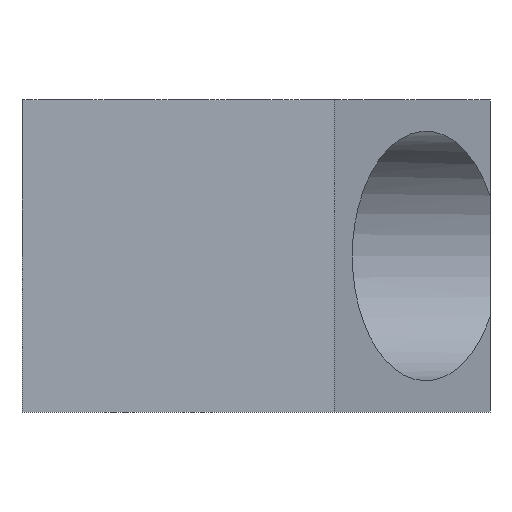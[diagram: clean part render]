
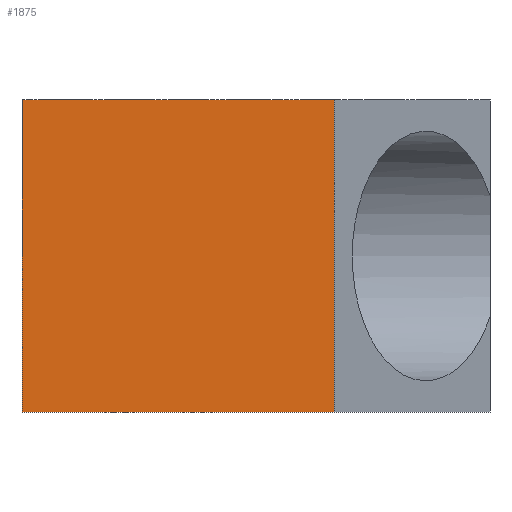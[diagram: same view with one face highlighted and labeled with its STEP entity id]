
A CAD part, front view. The second image highlights one B-rep face of the part: STEP entity #1875.
In plain terms, the highlighted planar face has unit normal (0, -1, 0).
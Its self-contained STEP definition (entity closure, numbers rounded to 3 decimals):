
#100 = PLANE('',#101);
#101 = AXIS2_PLACEMENT_3D('',#102,#103,#104);
#102 = CARTESIAN_POINT('',(-5.,11.,0.));
#103 = DIRECTION('',(-1.,0.,0.));
#104 = DIRECTION('',(0.,1.,0.));
#126 = PLANE('',#127);
#127 = AXIS2_PLACEMENT_3D('',#128,#129,#130);
#128 = CARTESIAN_POINT('',(5.,11.,0.));
#129 = DIRECTION('',(0.,0.,1.));
#130 = DIRECTION('',(1.,0.,0.));
#403 = VERTEX_POINT('',#404);
#404 = CARTESIAN_POINT('',(-5.,-11.,10.));
#418 = PLANE('',#419);
#419 = AXIS2_PLACEMENT_3D('',#420,#421,#422);
#420 = CARTESIAN_POINT('',(5.,11.,10.));
#421 = DIRECTION('',(0.,0.,1.));
#422 = DIRECTION('',(1.,0.,0.));
#430 = EDGE_CURVE('',#431,#403,#433,.T.);
#431 = VERTEX_POINT('',#432);
#432 = CARTESIAN_POINT('',(-5.,-11.,0.));
#433 = SURFACE_CURVE('',#434,(#438,#445),.PCURVE_S1.);
#434 = LINE('',#435,#436);
#435 = CARTESIAN_POINT('',(-5.,-11.,0.));
#436 = VECTOR('',#437,1.);
#437 = DIRECTION('',(0.,0.,1.));
#438 = PCURVE('',#100,#439);
#439 = DEFINITIONAL_REPRESENTATION('',(#440),#444);
#440 = LINE('',#441,#442);
#441 = CARTESIAN_POINT('',(-22.,0.));
#442 = VECTOR('',#443,1.);
#443 = DIRECTION('',(0.,-1.));
#444 = ( GEOMETRIC_REPRESENTATION_CONTEXT(2) 
PARAMETRIC_REPRESENTATION_CONTEXT() REPRESENTATION_CONTEXT('2D SPACE',''
  ) );
#445 = PCURVE('',#446,#451);
#446 = PLANE('',#447);
#447 = AXIS2_PLACEMENT_3D('',#448,#449,#450);
#448 = CARTESIAN_POINT('',(-5.,-11.,0.));
#449 = DIRECTION('',(0.,-1.,0.));
#450 = DIRECTION('',(-1.,0.,0.));
#451 = DEFINITIONAL_REPRESENTATION('',(#452),#456);
#452 = LINE('',#453,#454);
#453 = CARTESIAN_POINT('',(0.,0.));
#454 = VECTOR('',#455,1.);
#455 = DIRECTION('',(0.,-1.));
#456 = ( GEOMETRIC_REPRESENTATION_CONTEXT(2) 
PARAMETRIC_REPRESENTATION_CONTEXT() REPRESENTATION_CONTEXT('2D SPACE',''
  ) );
#576 = EDGE_CURVE('',#431,#577,#579,.T.);
#577 = VERTEX_POINT('',#578);
#578 = CARTESIAN_POINT('',(5.,-11.,0.));
#579 = SURFACE_CURVE('',#580,(#584,#591),.PCURVE_S1.);
#580 = LINE('',#581,#582);
#581 = CARTESIAN_POINT('',(-5.,-11.,0.));
#582 = VECTOR('',#583,1.);
#583 = DIRECTION('',(1.,0.,0.));
#584 = PCURVE('',#126,#585);
#585 = DEFINITIONAL_REPRESENTATION('',(#586),#590);
#586 = LINE('',#587,#588);
#587 = CARTESIAN_POINT('',(-10.,-22.));
#588 = VECTOR('',#589,1.);
#589 = DIRECTION('',(1.,0.));
#590 = ( GEOMETRIC_REPRESENTATION_CONTEXT(2) 
PARAMETRIC_REPRESENTATION_CONTEXT() REPRESENTATION_CONTEXT('2D SPACE',''
  ) );
#591 = PCURVE('',#446,#592);
#592 = DEFINITIONAL_REPRESENTATION('',(#593),#597);
#593 = LINE('',#594,#595);
#594 = CARTESIAN_POINT('',(0.,0.));
#595 = VECTOR('',#596,1.);
#596 = DIRECTION('',(-1.,0.));
#597 = ( GEOMETRIC_REPRESENTATION_CONTEXT(2) 
PARAMETRIC_REPRESENTATION_CONTEXT() REPRESENTATION_CONTEXT('2D SPACE',''
  ) );
#615 = PLANE('',#616);
#616 = AXIS2_PLACEMENT_3D('',#617,#618,#619);
#617 = CARTESIAN_POINT('',(10.,-2.5,0.));
#618 = DIRECTION('',(-0.862,0.507,0.
    ));
#619 = DIRECTION('',(0.507,0.862,0.)
  );
#1875 = ADVANCED_FACE('',(#1876),#446,.T.);
#1876 = FACE_BOUND('',#1877,.F.);
#1877 = EDGE_LOOP('',(#1878,#1879,#1902,#1923));
#1878 = ORIENTED_EDGE('',*,*,#430,.T.);
#1879 = ORIENTED_EDGE('',*,*,#1880,.T.);
#1880 = EDGE_CURVE('',#403,#1881,#1883,.T.);
#1881 = VERTEX_POINT('',#1882);
#1882 = CARTESIAN_POINT('',(5.,-11.,10.));
#1883 = SURFACE_CURVE('',#1884,(#1888,#1895),.PCURVE_S1.);
#1884 = LINE('',#1885,#1886);
#1885 = CARTESIAN_POINT('',(-5.,-11.,10.));
#1886 = VECTOR('',#1887,1.);
#1887 = DIRECTION('',(1.,0.,0.));
#1888 = PCURVE('',#446,#1889);
#1889 = DEFINITIONAL_REPRESENTATION('',(#1890),#1894);
#1890 = LINE('',#1891,#1892);
#1891 = CARTESIAN_POINT('',(0.,-10.));
#1892 = VECTOR('',#1893,1.);
#1893 = DIRECTION('',(-1.,0.));
#1894 = ( GEOMETRIC_REPRESENTATION_CONTEXT(2) 
PARAMETRIC_REPRESENTATION_CONTEXT() REPRESENTATION_CONTEXT('2D SPACE',''
  ) );
#1895 = PCURVE('',#418,#1896);
#1896 = DEFINITIONAL_REPRESENTATION('',(#1897),#1901);
#1897 = LINE('',#1898,#1899);
#1898 = CARTESIAN_POINT('',(-10.,-22.));
#1899 = VECTOR('',#1900,1.);
#1900 = DIRECTION('',(1.,0.));
#1901 = ( GEOMETRIC_REPRESENTATION_CONTEXT(2) 
PARAMETRIC_REPRESENTATION_CONTEXT() REPRESENTATION_CONTEXT('2D SPACE',''
  ) );
#1902 = ORIENTED_EDGE('',*,*,#1903,.F.);
#1903 = EDGE_CURVE('',#577,#1881,#1904,.T.);
#1904 = SURFACE_CURVE('',#1905,(#1909,#1916),.PCURVE_S1.);
#1905 = LINE('',#1906,#1907);
#1906 = CARTESIAN_POINT('',(5.,-11.,0.));
#1907 = VECTOR('',#1908,1.);
#1908 = DIRECTION('',(0.,0.,1.));
#1909 = PCURVE('',#446,#1910);
#1910 = DEFINITIONAL_REPRESENTATION('',(#1911),#1915);
#1911 = LINE('',#1912,#1913);
#1912 = CARTESIAN_POINT('',(-10.,0.));
#1913 = VECTOR('',#1914,1.);
#1914 = DIRECTION('',(0.,-1.));
#1915 = ( GEOMETRIC_REPRESENTATION_CONTEXT(2) 
PARAMETRIC_REPRESENTATION_CONTEXT() REPRESENTATION_CONTEXT('2D SPACE',''
  ) );
#1916 = PCURVE('',#615,#1917);
#1917 = DEFINITIONAL_REPRESENTATION('',(#1918),#1922);
#1918 = LINE('',#1919,#1920);
#1919 = CARTESIAN_POINT('',(-9.862,0.));
#1920 = VECTOR('',#1921,1.);
#1921 = DIRECTION('',(0.,-1.));
#1922 = ( GEOMETRIC_REPRESENTATION_CONTEXT(2) 
PARAMETRIC_REPRESENTATION_CONTEXT() REPRESENTATION_CONTEXT('2D SPACE',''
  ) );
#1923 = ORIENTED_EDGE('',*,*,#576,.F.);
